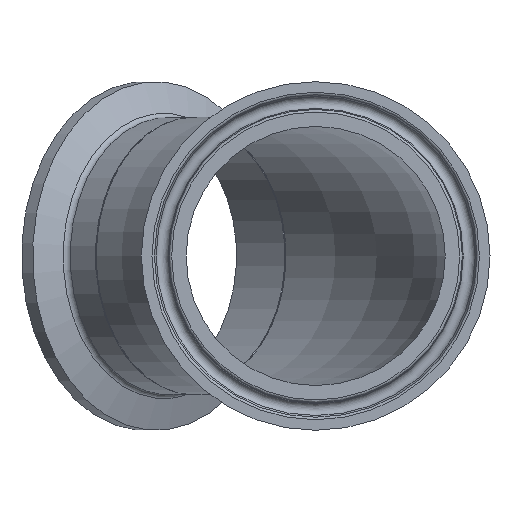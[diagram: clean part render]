
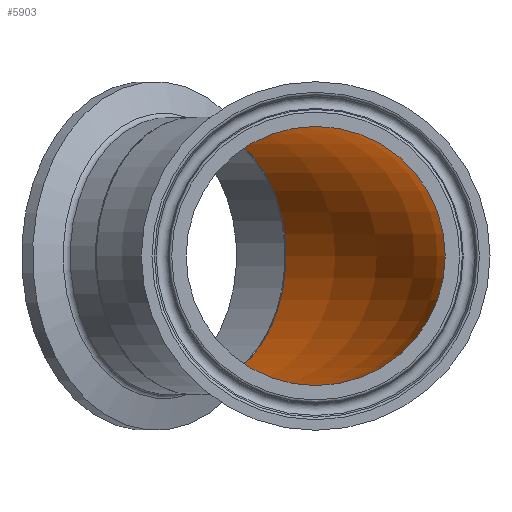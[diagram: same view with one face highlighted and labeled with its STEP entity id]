
A CAD part, front view. The second image highlights one B-rep face of the part: STEP entity #5903.
In plain terms, the highlighted toroidal (fillet/blend) face has major radius 76.2 mm and minor radius 23.749 mm.
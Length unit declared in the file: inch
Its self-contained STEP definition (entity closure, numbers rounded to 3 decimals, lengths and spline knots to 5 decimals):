
#57=CIRCLE('',#6131,0.935);
#58=CIRCLE('',#6132,0.935);
#123=FACE_BOUND('',#1703,.T.);
#1301=FACE_OUTER_BOUND('',#1702,.T.);
#1702=EDGE_LOOP('',(#5448));
#1703=EDGE_LOOP('',(#5449));
#2853=VERTEX_POINT('',#13264);
#2854=VERTEX_POINT('',#13266);
#3721=EDGE_CURVE('',#2853,#2853,#57,.T.);
#3722=EDGE_CURVE('',#2854,#2854,#58,.T.);
#5448=ORIENTED_EDGE('',*,*,#3721,.F.);
#5449=ORIENTED_EDGE('',*,*,#3722,.F.);
#5500=TOROIDAL_SURFACE('',#6130,3.,0.935);
#5903=ADVANCED_FACE('',(#1301,#123),#5500,.F.);
#6130=AXIS2_PLACEMENT_3D('',#13263,#6856,#6857);
#6131=AXIS2_PLACEMENT_3D('',#13265,#6858,#6859);
#6132=AXIS2_PLACEMENT_3D('',#13267,#6860,#6861);
#6856=DIRECTION('center_axis',(0.,0.,
1.));
#6857=DIRECTION('ref_axis',(1.,0.,0.));
#6858=DIRECTION('center_axis',(0.707,-0.707,0.));
#6859=DIRECTION('ref_axis',(0.707,0.707,0.));
#6860=DIRECTION('center_axis',(0.,1.,0.));
#6861=DIRECTION('ref_axis',(1.,0.,0.));
#13263=CARTESIAN_POINT('Origin',(-3.,0.,0.));
#13264=CARTESIAN_POINT('',(-0.21753,2.78247,0.));
#13265=CARTESIAN_POINT('Origin',(-0.87868,2.12132,0.));
#13266=CARTESIAN_POINT('',(0.935,0.,0.));
#13267=CARTESIAN_POINT('Origin',(0.,0.,
0.));
